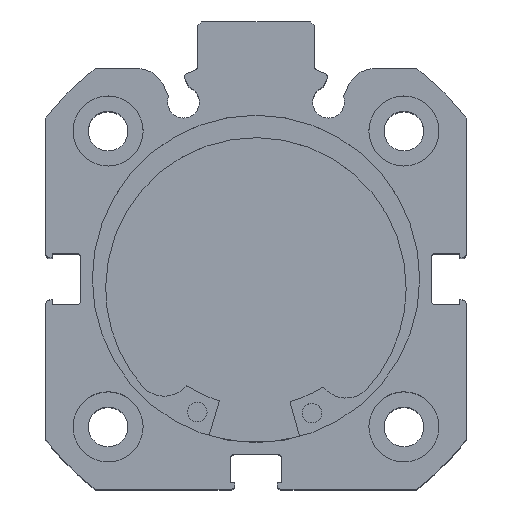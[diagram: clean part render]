
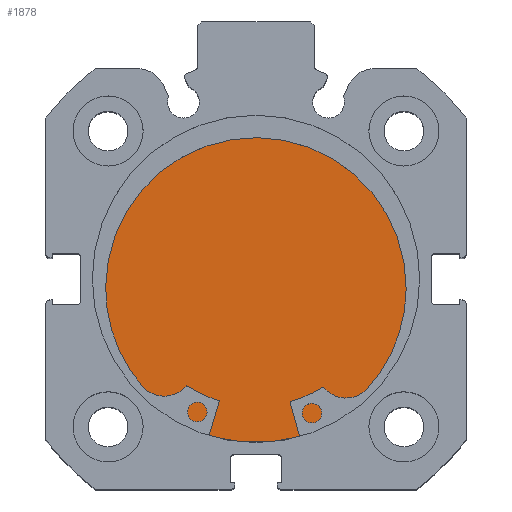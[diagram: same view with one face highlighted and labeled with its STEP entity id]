
A CAD part, top view. The second image highlights one B-rep face of the part: STEP entity #1878.
In plain terms, the highlighted face is planar.
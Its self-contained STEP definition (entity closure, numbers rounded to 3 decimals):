
#849 = DIRECTION ( 'NONE',  ( 0., 0., 1. ) ) ;
#850 = DIRECTION ( 'NONE',  ( -1., 0., 0. ) ) ;
#862 = CARTESIAN_POINT ( 'NONE',  ( 8.5, 0., 0. ) ) ;
#1222 = DIRECTION ( 'NONE',  ( 0., 0., 1. ) ) ;
#1227 = DIRECTION ( 'NONE',  ( -1., 0., 0. ) ) ;
#1240 = PLANE ( 'NONE',  #2394 ) ;
#1246 = CARTESIAN_POINT ( 'NONE',  ( 8.5, 21., 0. ) ) ;
#1878 = ADVANCED_FACE ( 'NONE', ( #3217 ), #1240, .F. ) ;
#2124 = ORIENTED_EDGE ( 'NONE', *, *, #2261, .F. ) ;
#2175 = ORIENTED_EDGE ( 'NONE', *, *, #4145, .F. ) ;
#2261 = EDGE_CURVE ( 'NONE', #6015, #5681, #3629, .T. ) ;
#2394 = AXIS2_PLACEMENT_3D ( 'NONE', #1246, #1227, #1222 ) ;
#2604 = AXIS2_PLACEMENT_3D ( 'NONE', #862, #850, #849 ) ;
#2742 = AXIS2_PLACEMENT_3D ( 'NONE', #5037, #5039, #5040 ) ;
#2894 = EDGE_LOOP ( 'NONE', ( #2175, #2124 ) ) ;
#3217 = FACE_OUTER_BOUND ( 'NONE', #2894, .T. ) ;
#3629 = CIRCLE ( 'NONE', #2604, 21. ) ;
#4145 = EDGE_CURVE ( 'NONE', #5681, #6015, #4759, .T. ) ;
#4759 = CIRCLE ( 'NONE', #2742, 21. ) ;
#5037 = CARTESIAN_POINT ( 'NONE',  ( 8.5, 0., 0. ) ) ;
#5039 = DIRECTION ( 'NONE',  ( -1., 0., 0. ) ) ;
#5040 = DIRECTION ( 'NONE',  ( 0., 0., 1. ) ) ;
#5206 = CARTESIAN_POINT ( 'NONE',  ( 8.5, 0., 21. ) ) ;
#5335 = CARTESIAN_POINT ( 'NONE',  ( 8.5, 0., -21. ) ) ;
#5681 = VERTEX_POINT ( 'NONE', #5206 ) ;
#6015 = VERTEX_POINT ( 'NONE', #5335 ) ;
